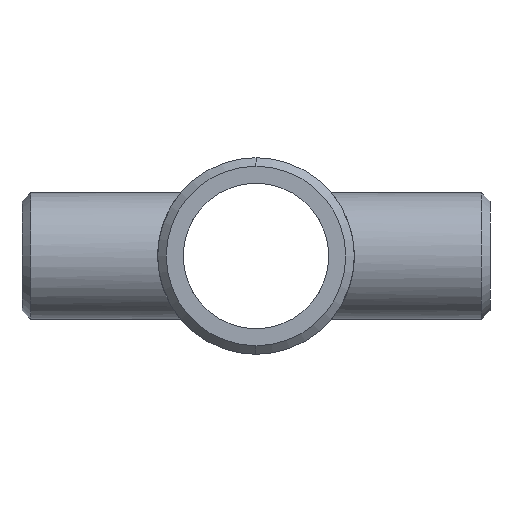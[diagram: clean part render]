
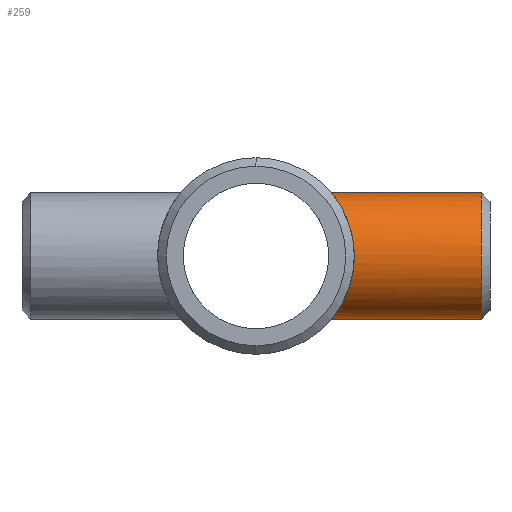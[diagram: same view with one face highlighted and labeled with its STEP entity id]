
A CAD part, left-side view. The second image highlights one B-rep face of the part: STEP entity #259.
In plain terms, the highlighted cylindrical face has radius 6.858 mm (diameter 13.716 mm), a partial arc.
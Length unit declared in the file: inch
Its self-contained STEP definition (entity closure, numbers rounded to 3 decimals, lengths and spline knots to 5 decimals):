
#7 = EDGE_CURVE ( 'NONE', #496, #362, #156, .T. ) ;
#34 = CARTESIAN_POINT ( 'NONE',  ( -0.08855, -0.33358, 0.25522 ) ) ;
#38 = CARTESIAN_POINT ( 'NONE',  ( 0., -1., 0. ) ) ;
#40 = CARTESIAN_POINT ( 'NONE',  ( -0.07157, -0.32948, 0.26049 ) ) ;
#41 = DIRECTION ( 'NONE',  ( 0., 1., 0. ) ) ;
#42 = AXIS2_PLACEMENT_3D ( 'NONE', #120, #41, #103 ) ;
#46 = CARTESIAN_POINT ( 'NONE',  ( -0.24106, -0.402, 0.12192 ) ) ;
#57 = CARTESIAN_POINT ( 'NONE',  ( -0.26094, -0.41422, -0.0717 ) ) ;
#103 = DIRECTION ( 'NONE',  ( 0., 0., -1. ) ) ;
#111 = CYLINDRICAL_SURFACE ( 'NONE', #285, 0.27 ) ;
#119 = CARTESIAN_POINT ( 'NONE',  ( -0.16519, -0.36142, -0.21426 ) ) ;
#120 = CARTESIAN_POINT ( 'NONE',  ( 0., -0.96367, 0. ) ) ;
#136 = CARTESIAN_POINT ( 'NONE',  ( -0.20248, -0.3801, -0.17882 ) ) ;
#147 = CARTESIAN_POINT ( 'NONE',  ( -0.0366, -0.32331, -0.26812 ) ) ;
#156 = LINE ( 'NONE', #796, #352 ) ;
#188 = ORIENTED_EDGE ( 'NONE', *, *, #700, .T. ) ;
#199 = CARTESIAN_POINT ( 'NONE',  ( -0.24495, -0.40434, 0.11392 ) ) ;
#217 = CARTESIAN_POINT ( 'NONE',  ( -0.21349, -0.38608, -0.16551 ) ) ;
#259 = ADVANCED_FACE ( 'NONE', ( #609 ), #111, .T. ) ;
#284 = CARTESIAN_POINT ( 'NONE',  ( -0.26077, -0.41412, 0.07228 ) ) ;
#285 = AXIS2_PLACEMENT_3D ( 'NONE', #38, #845, #923 ) ;
#303 = CARTESIAN_POINT ( 'NONE',  ( 0., -0.32171, 0.27 ) ) ;
#307 = EDGE_CURVE ( 'NONE', #480, #367, #702, .T. ) ;
#308 = DIRECTION ( 'NONE',  ( 0., 1., 0. ) ) ;
#338 = EDGE_LOOP ( 'NONE', ( #188, #515, #924, #553 ) ) ;
#352 = VECTOR ( 'NONE', #308, 39.37008 ) ;
#359 = CARTESIAN_POINT ( 'NONE',  ( -0.13647, -0.34923, 0.2336 ) ) ;
#362 = VERTEX_POINT ( 'NONE', #868 ) ;
#363 = CARTESIAN_POINT ( 'NONE',  ( -0.26999, -0.41999, 0.00938 ) ) ;
#367 = VERTEX_POINT ( 'NONE', #712 ) ;
#373 = CARTESIAN_POINT ( 'NONE',  ( -0.09683, -0.33588, 0.25219 ) ) ;
#379 = CARTESIAN_POINT ( 'NONE',  ( -0.19663, -0.37701, -0.18523 ) ) ;
#389 = CARTESIAN_POINT ( 'NONE',  ( 0., -1., 0.27 ) ) ;
#443 = CARTESIAN_POINT ( 'NONE',  ( -0.13674, -0.34933, -0.23345 ) ) ;
#449 = CARTESIAN_POINT ( 'NONE',  ( -0.20265, -0.38008, 0.17925 ) ) ;
#450 = CIRCLE ( 'NONE', #42, 0.27 ) ;
#455 = CARTESIAN_POINT ( 'NONE',  ( -0.26638, -0.41768, -0.04497 ) ) ;
#456 = VECTOR ( 'NONE', #626, 39.37008 ) ;
#467 = CARTESIAN_POINT ( 'NONE',  ( -0.0722, -0.32925, -0.2608 ) ) ;
#480 = VERTEX_POINT ( 'NONE', #632 ) ;
#486 = B_SPLINE_CURVE_WITH_KNOTS ( 'NONE', 3,
 ( #303, #930, #761, #920, #40, #34, #373, #531, #359, #683, #1015, #449, #611, #548, #606, #46, #199, #864, #284, #526, #543, #843, #363, #771, #617, #853, #455, #57, #859, #765, #622, #777, #935, #781, #217, #136, #379, #1021, #119, #443, #689, #1005, #467, #147, #648, #880 ),
 .UNSPECIFIED., .F., .F.,
 ( 4, 2, 2, 2, 2, 2, 2, 2, 2, 2, 2, 2, 2, 2, 2, 2, 2, 2, 2, 2, 2, 2, 4 ),
 ( 0.02209, 0.02347, 0.02415, 0.02484, 0.02622, 0.0276, 0.02897, 0.02966, 0.03035, 0.03173, 0.03241, 0.0331, 0.03379, 0.03448, 0.03585, 0.03654, 0.03723, 0.03792, 0.03861, 0.03998, 0.04136, 0.04274, 0.04411 ),
 .UNSPECIFIED. ) ;
#496 = VERTEX_POINT ( 'NONE', #945 ) ;
#515 = ORIENTED_EDGE ( 'NONE', *, *, #307, .T. ) ;
#526 = CARTESIAN_POINT ( 'NONE',  ( -0.26625, -0.4176, 0.04573 ) ) ;
#531 = CARTESIAN_POINT ( 'NONE',  ( -0.12105, -0.34339, 0.24198 ) ) ;
#543 = CARTESIAN_POINT ( 'NONE',  ( -0.26766, -0.4185, 0.03666 ) ) ;
#548 = CARTESIAN_POINT ( 'NONE',  ( -0.22814, -0.39438, 0.14466 ) ) ;
#553 = ORIENTED_EDGE ( 'NONE', *, *, #7, .F. ) ;
#606 = CARTESIAN_POINT ( 'NONE',  ( -0.23267, -0.39702, 0.13727 ) ) ;
#609 = FACE_OUTER_BOUND ( 'NONE', #338, .T. ) ;
#611 = CARTESIAN_POINT ( 'NONE',  ( -0.21361, -0.38609, 0.16603 ) ) ;
#617 = CARTESIAN_POINT ( 'NONE',  ( -0.26957, -0.41972, -0.01781 ) ) ;
#622 = CARTESIAN_POINT ( 'NONE',  ( -0.24135, -0.40216, -0.12137 ) ) ;
#626 = DIRECTION ( 'NONE',  ( 0., 1., 0. ) ) ;
#632 = CARTESIAN_POINT ( 'NONE',  ( 0., -0.96367, 0.27 ) ) ;
#648 = CARTESIAN_POINT ( 'NONE',  ( -0.01839, -0.32171, -0.27 ) ) ;
#683 = CARTESIAN_POINT ( 'NONE',  ( -0.16497, -0.36131, 0.21443 ) ) ;
#689 = CARTESIAN_POINT ( 'NONE',  ( -0.12129, -0.34348, -0.24186 ) ) ;
#700 = EDGE_CURVE ( 'NONE', #496, #480, #450, .T. ) ;
#702 = LINE ( 'NONE', #389, #456 ) ;
#712 = CARTESIAN_POINT ( 'NONE',  ( 0., -0.32171, 0.27 ) ) ;
#761 = CARTESIAN_POINT ( 'NONE',  ( -0.03626, -0.32328, 0.26816 ) ) ;
#765 = CARTESIAN_POINT ( 'NONE',  ( -0.24523, -0.40451, -0.11332 ) ) ;
#771 = CARTESIAN_POINT ( 'NONE',  ( -0.27001, -0.42001, -0.00875 ) ) ;
#777 = CARTESIAN_POINT ( 'NONE',  ( -0.23293, -0.39717, -0.13682 ) ) ;
#781 = CARTESIAN_POINT ( 'NONE',  ( -0.21868, -0.38898, -0.15861 ) ) ;
#796 = CARTESIAN_POINT ( 'NONE',  ( 0., -1., -0.27 ) ) ;
#843 = CARTESIAN_POINT ( 'NONE',  ( -0.26952, -0.41969, 0.01846 ) ) ;
#845 = DIRECTION ( 'NONE',  ( 0., 1., 0. ) ) ;
#853 = CARTESIAN_POINT ( 'NONE',  ( -0.26776, -0.41856, -0.03589 ) ) ;
#859 = CARTESIAN_POINT ( 'NONE',  ( -0.25561, -0.41086, -0.08876 ) ) ;
#864 = CARTESIAN_POINT ( 'NONE',  ( -0.25543, -0.41075, 0.08931 ) ) ;
#868 = CARTESIAN_POINT ( 'NONE',  ( 0., -0.32171, -0.27 ) ) ;
#880 = CARTESIAN_POINT ( 'NONE',  ( 0., -0.32171, -0.27 ) ) ;
#920 = CARTESIAN_POINT ( 'NONE',  ( -0.0628, -0.32767, 0.26275 ) ) ;
#923 = DIRECTION ( 'NONE',  ( 0., 0., -1. ) ) ;
#924 = ORIENTED_EDGE ( 'NONE', *, *, #1010, .T. ) ;
#930 = CARTESIAN_POINT ( 'NONE',  ( -0.01828, -0.32171, 0.27 ) ) ;
#935 = CARTESIAN_POINT ( 'NONE',  ( -0.2284, -0.39452, -0.14426 ) ) ;
#945 = CARTESIAN_POINT ( 'NONE',  ( 0., -0.96367, -0.27 ) ) ;
#1005 = CARTESIAN_POINT ( 'NONE',  ( -0.08907, -0.33346, -0.25549 ) ) ;
#1010 = EDGE_CURVE ( 'NONE', #367, #362, #486, .T. ) ;
#1015 = CARTESIAN_POINT ( 'NONE',  ( -0.17818, -0.36761, 0.2036 ) ) ;
#1021 = CARTESIAN_POINT ( 'NONE',  ( -0.17835, -0.3677, -0.20343 ) ) ;
